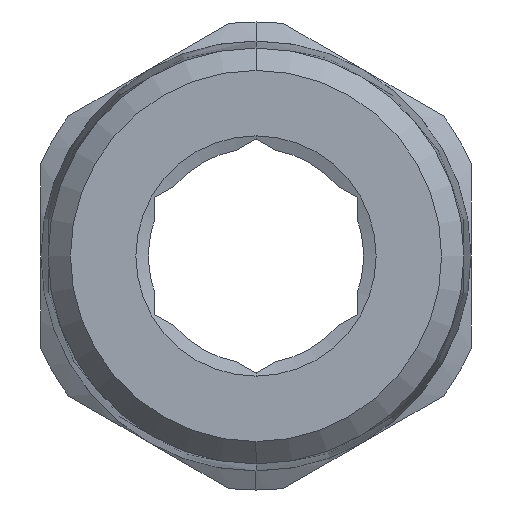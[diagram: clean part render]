
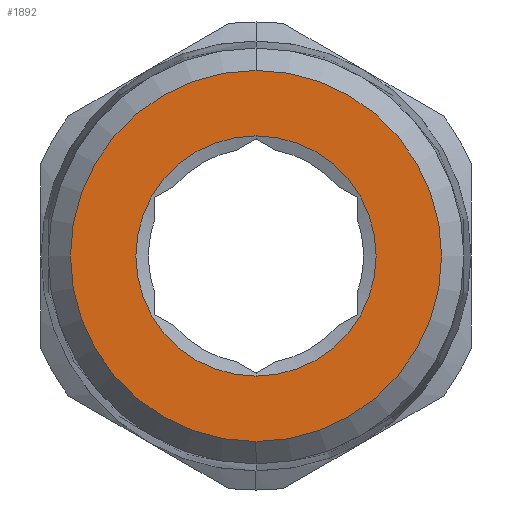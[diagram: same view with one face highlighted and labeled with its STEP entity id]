
A CAD part, front view. The second image highlights one B-rep face of the part: STEP entity #1892.
In plain terms, the highlighted planar face has unit normal (0, -1, 0).
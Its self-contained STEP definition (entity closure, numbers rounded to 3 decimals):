
#1892=ADVANCED_FACE('',(#3947,#3948),#3949,.T.);
#3947=FACE_OUTER_BOUND('',#8147,.T.);
#3948=FACE_BOUND('',#8148,.T.);
#3949=PLANE('',#8149);
#8147=EDGE_LOOP('',(#13954,#13955));
#8148=EDGE_LOOP('',(#13956,#13957));
#8149=AXIS2_PLACEMENT_3D('',#13958,#13959,#13960);
#13954=ORIENTED_EDGE('',*,*,#17781,.F.);
#13955=ORIENTED_EDGE('',*,*,#16904,.F.);
#13956=ORIENTED_EDGE('',*,*,#15956,.T.);
#13957=ORIENTED_EDGE('',*,*,#17721,.T.);
#13958=CARTESIAN_POINT('',(0.0,-14.65,0.0));
#13959=DIRECTION('',(0.0,-1.0,0.0));
#13960=DIRECTION('',(0.0,0.0,-1.0));
#15956=EDGE_CURVE('',#18858,#18878,#18880,.T.);
#16904=EDGE_CURVE('',#20366,#20368,#20369,.T.);
#17721=EDGE_CURVE('',#18878,#18858,#21424,.T.);
#17781=EDGE_CURVE('',#20368,#20366,#21493,.T.);
#18858=VERTEX_POINT('',#23275);
#18878=VERTEX_POINT('',#23320);
#18880=CIRCLE('',#23323,4.75);
#20366=VERTEX_POINT('',#26099);
#20368=VERTEX_POINT('',#26102);
#20369=CIRCLE('',#26103,7.335);
#21424=CIRCLE('',#27990,4.75);
#21493=CIRCLE('',#28112,7.335);
#23275=CARTESIAN_POINT('',(0.0,-14.65,4.75));
#23320=CARTESIAN_POINT('',(0.,-14.65,-4.75));
#23323=AXIS2_PLACEMENT_3D('',#29085,#29086,#29087);
#26099=CARTESIAN_POINT('',(0.,-14.65,-7.335));
#26102=CARTESIAN_POINT('',(0.0,-14.65,7.335));
#26103=AXIS2_PLACEMENT_3D('',#30144,#30145,#30146);
#27990=AXIS2_PLACEMENT_3D('',#31041,#31042,#31043);
#28112=AXIS2_PLACEMENT_3D('',#31090,#31091,#31092);
#29085=CARTESIAN_POINT('',(0.0,-14.65,0.0));
#29086=DIRECTION('',(0.0,1.0,0.0));
#29087=DIRECTION('',(0.0,0.0,1.0));
#30144=CARTESIAN_POINT('',(0.0,-14.65,0.0));
#30145=DIRECTION('',(0.0,1.0,0.0));
#30146=DIRECTION('',(0.0,0.0,-1.0));
#31041=CARTESIAN_POINT('',(0.0,-14.65,0.0));
#31042=DIRECTION('',(0.0,1.0,0.0));
#31043=DIRECTION('',(0.0,0.0,1.0));
#31090=CARTESIAN_POINT('',(0.0,-14.65,0.0));
#31091=DIRECTION('',(0.0,1.0,0.0));
#31092=DIRECTION('',(0.0,0.0,-1.0));
